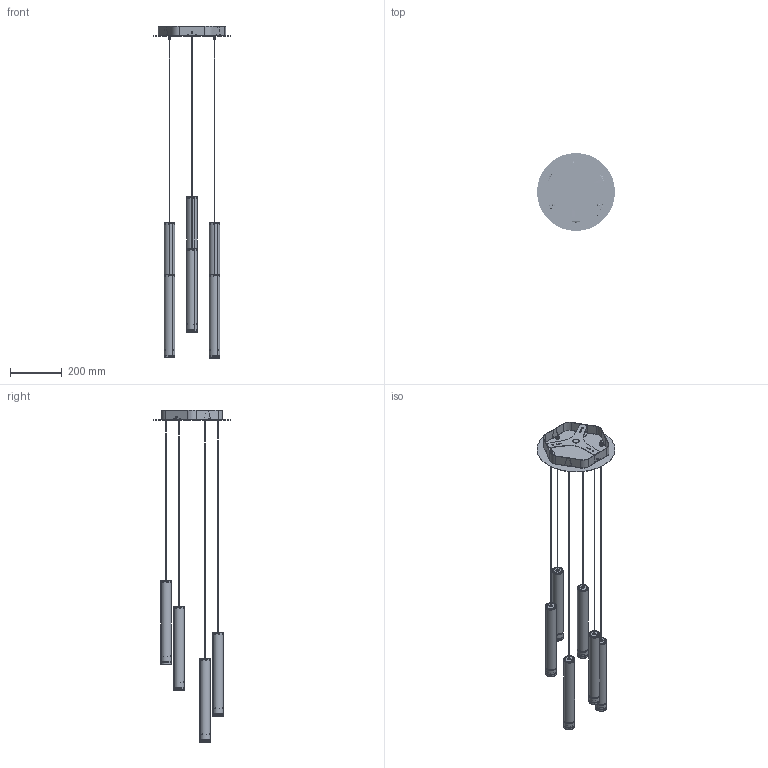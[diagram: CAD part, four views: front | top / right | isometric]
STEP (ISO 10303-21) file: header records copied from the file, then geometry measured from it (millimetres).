
FILE_DESCRIPTION (( 'STEP AP214' ), '1' );
FILE_NAME ('PL14_Ceiling bowl D300.STEP', '2023-08-22T10:50:43', ( '' ), ( '' ), 'SwSTEP 2.0', 'SolidWorks 2018', '' );
FILE_SCHEMA (( 'AUTOMOTIVE_DESIGN' ));
Length unit declared in the file: millimetre
Products named in the file (25): _扻錪犩 諘僾槫 SPOT D40; 忺摎錪-瀁鳱殥^tube_SPOT D40_900; 忺摎錪-瀁鳱殥^tube_SPOT D40_600; __30W-20W-A30901205AA-510D20020098A_LMH02 (LM002); 忺摎錪-瀁鳱殥^tube_SPOT D40_700; tube_SPOT D40_800; tube_SPOT D40_700; 忺摎錪-瀁鳱殥^tube_SPOT D40_800; Ãàéêà M10; __咍耬趌33-11; socket button head screw_iso_ISO 7380 - M3 x 6 - 6N; Êðåïåæ òðîñà - îáðàòíûé êëàïàí; _冓儰僗闉 SPOT D40; socket button head screw_iso_ISO 7380 - M4 x 8 - 8N; _Êîðïóñ SPOT D40_42å320; _扻錪犩 SPOT D40; bottom_bowl_300; Wall composite element R30__300_3; PL14_Ceiling bowl D300; tube_SPOT D40_600; Bowl bracket; __3003 holder; ч膹賂罻; tube_SPOT D40_900; _Çàäíÿÿ êðûøêà tube_D40
Assembly tree (77 placements, depth 3):
  PL14_Ceiling bowl D300
    Wall composite element R30__300_3  x3
    bottom_bowl_300
    Bowl bracket
    Êðåïåæ òðîñà - îáðàòíûé êëàïàí  x6
    Ãàéêà M10  x6
    tube_SPOT D40_900  x2
      _Êîðïóñ SPOT D40_42å320
      __咍耬趌33-11
      __3003 holder
      __30W-20W-A30901205AA-510D20020098A_LMH02 (LM002)
      _Çàäíÿÿ êðûøêà tube_D40
      _扻錪犩 SPOT D40
      _冓儰僗闉 SPOT D40
      _扻錪犩 諘僾槫 SPOT D40
      socket button head screw_iso_ISO 7380 - M3 x 6 - 6N
      Ãàéêà M10
      忺摎錪-瀁鳱殥^tube_SPOT D40_900
    tube_SPOT D40_700  x2
      _Êîðïóñ SPOT D40_42å320
      __咍耬趌33-11
      __3003 holder
      __30W-20W-A30901205AA-510D20020098A_LMH02 (LM002)
      _Çàäíÿÿ êðûøêà tube_D40
      _扻錪犩 SPOT D40
      _冓儰僗闉 SPOT D40
      _扻錪犩 諘僾槫 SPOT D40
      socket button head screw_iso_ISO 7380 - M3 x 6 - 6N
      Ãàéêà M10
      忺摎錪-瀁鳱殥^tube_SPOT D40_700
    tube_SPOT D40_800
      _Êîðïóñ SPOT D40_42å320
      __咍耬趌33-11
      __3003 holder
      __30W-20W-A30901205AA-510D20020098A_LMH02 (LM002)
      _Çàäíÿÿ êðûøêà tube_D40
      _扻錪犩 SPOT D40
      _冓儰僗闉 SPOT D40
      _扻錪犩 諘僾槫 SPOT D40
      socket button head screw_iso_ISO 7380 - M3 x 6 - 6N  x2
      Ãàéêà M10
      忺摎錪-瀁鳱殥^tube_SPOT D40_800
    tube_SPOT D40_600
      _Êîðïóñ SPOT D40_42å320
      __咍耬趌33-11
      __3003 holder
      __30W-20W-A30901205AA-510D20020098A_LMH02 (LM002)
      _Çàäíÿÿ êðûøêà tube_D40
      _扻錪犩 SPOT D40
      _冓儰僗闉 SPOT D40
      _扻錪犩 諘僾槫 SPOT D40
      socket button head screw_iso_ISO 7380 - M3 x 6 - 6N  x2
      Ãàéêà M10
      忺摎錪-瀁鳱殥^tube_SPOT D40_600
    socket button head screw_iso_ISO 7380 - M4 x 8 - 8N  x3
    ч膹賂罻  x3
Bounding box: 300 x 300 x 1277.99 mm (x, y, z)
Volume: 925929 mm3; surface area: 877156.6 mm2
Topology: 131 solids, 131 shells, 3637 faces, 8724 edges, 5385 vertices
Faces by surface type: plane 997, cylinder 981, bspline 783, cone 522, torus 288, sphere 66
Entity records: 65005 total; most frequent: CARTESIAN_POINT 47955, ORIENTED_EDGE 3324, DIRECTION 3121, EDGE_CURVE 1662, AXIS2_PLACEMENT_3D 1261, VERTEX_POINT 1030, EDGE_LOOP 802, ADVANCED_FACE 698
